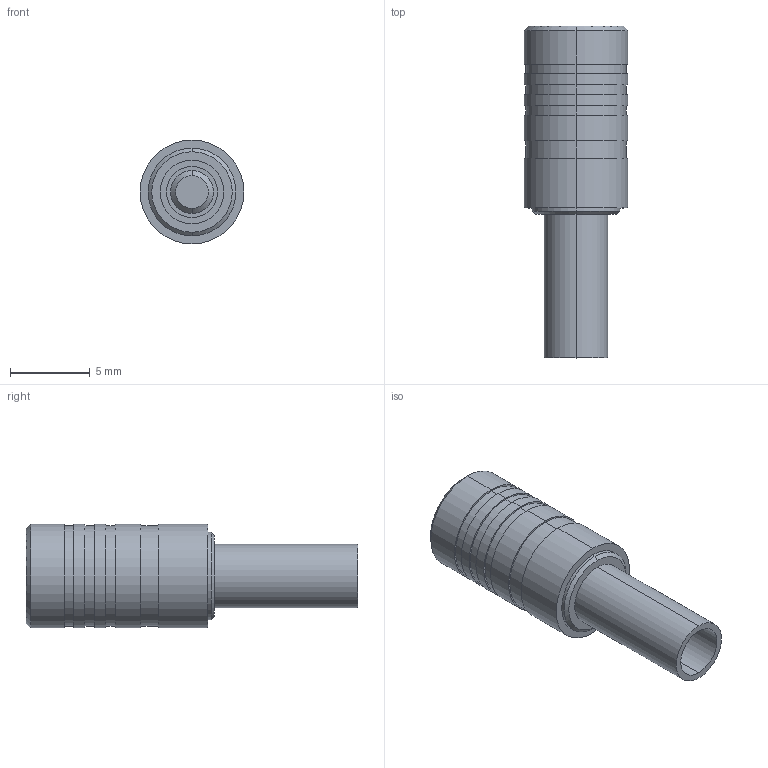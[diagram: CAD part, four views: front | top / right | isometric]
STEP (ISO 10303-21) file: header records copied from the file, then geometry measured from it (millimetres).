
FILE_DESCRIPTION((''),'2;1');
FILE_NAME('1','2021-09-03T',('Administrator'),(''),'PRO/ENGINEER BY PARAMETRIC TECHNOLOGY CORPORATION, 2012090','PRO/ENGINEER BY PARAMETRIC TECHNOLOGY CORPORATION, 2012090','');
FILE_SCHEMA(('CONFIG_CONTROL_DESIGN'));
Length unit declared in the file: millimetre
Products named in the file (1): 1
Bounding box: 6.5 x 20.8 x 6.5 mm (x, y, z)
Volume: 398.5 mm3; surface area: 656.5 mm2
Topology: 1 solids, 1 shells, 100 faces, 266 edges, 173 vertices
Faces by surface type: cylinder 42, plane 40, cone 16, torus 2
Entity records: 3306 total; most frequent: CARTESIAN_POINT 737, DIRECTION 540, ORIENTED_EDGE 528, EDGE_CURVE 264, AXIS2_PLACEMENT_3D 216, VERTEX_POINT 173, CIRCLE 116, EDGE_LOOP 115
